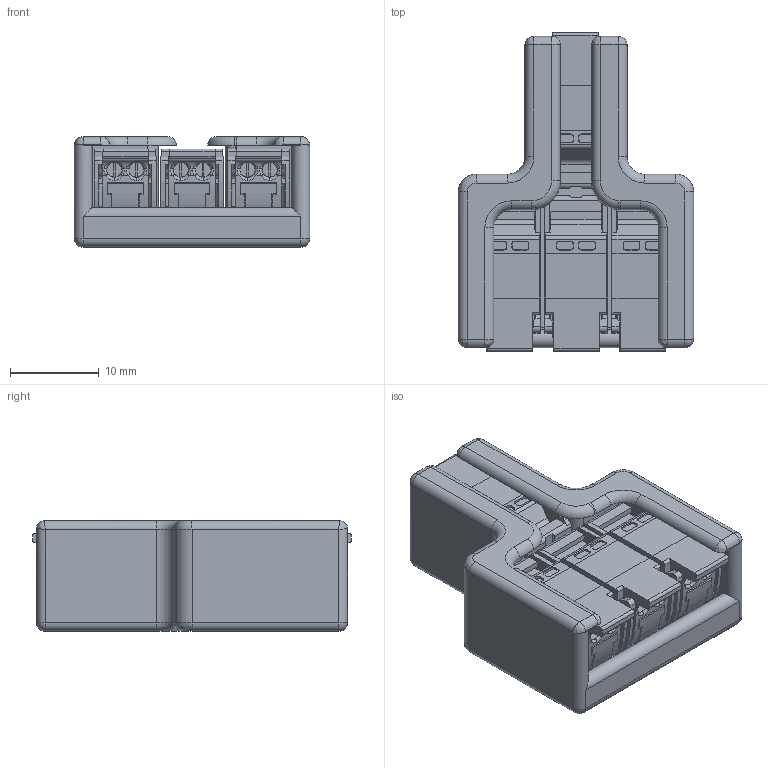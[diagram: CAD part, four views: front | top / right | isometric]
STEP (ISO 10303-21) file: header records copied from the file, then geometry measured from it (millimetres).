
FILE_DESCRIPTION(/* description */ (''),/* implementation_level */ '2;1');
FILE_NAME(/* name */ 'CAN Y 3 Way Splitter.step',/* time_stamp */ '2024-11-06T18:09:44-06:00',/* author */ (''),/* organization */ (''),/* preprocessor_version */ 'ST-DEVELOPER v20',/* originating_system */ 'Autodesk Translation Framework v13.20.0.188',/* authorisation */ '');
FILE_SCHEMA (('AUTOMOTIVE_DESIGN { 1 0 10303 214 3 1 1 }'));
Length unit declared in the file: millimetre
Products named in the file (6): IDC 1-3 Wide Enclosure flexable; IDC_1-3_wide; Board; Packages; LOGO_6MM_STEIN; 1702610
Assembly tree (9 placements, depth 4):
  IDC 1-3 Wide Enclosure flexable
    IDC_1-3_wide
      Board
      Packages
        LOGO_6MM_STEIN  x2
        1702610  x4
Bounding box: 26.5 x 35.85 x 12.47 mm (x, y, z)
Volume: 6241 mm3; surface area: 10007.9 mm2
Topology: 18 solids, 18 shells, 3616 faces, 10148 edges, 6692 vertices
Faces by surface type: plane 2715, cylinder 645, bspline 200, cone 28, torus 24, sphere 4
Full cylindrical faces by diameter (mm): 1.1 x12, 1.7 x8
Entity records: 41548 total; most frequent: CARTESIAN_POINT 10362, ORIENTED_EDGE 6662, DIRECTION 6181, EDGE_CURVE 3331, LINE 2687, VECTOR 2687, VERTEX_POINT 2192, AXIS2_PLACEMENT_3D 1747
